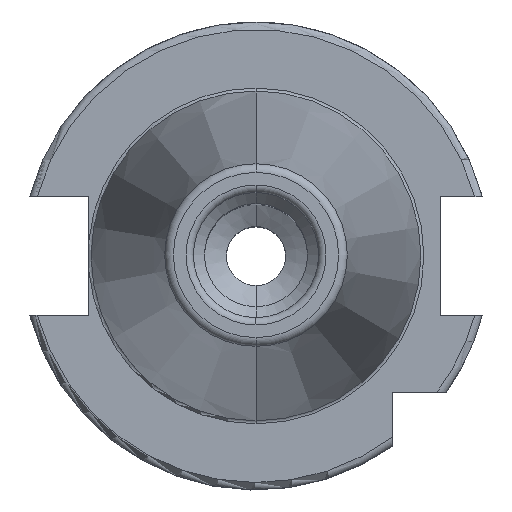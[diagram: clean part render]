
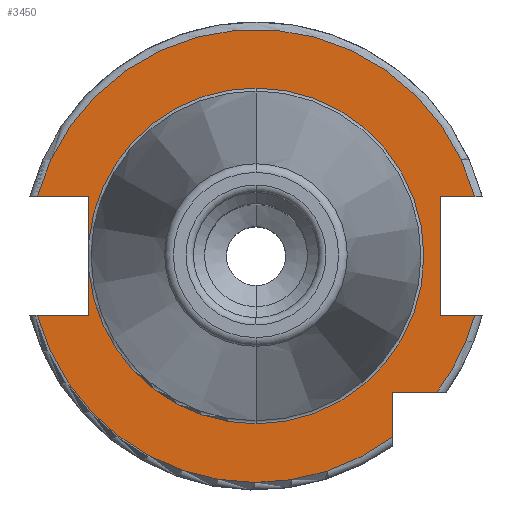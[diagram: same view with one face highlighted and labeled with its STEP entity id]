
A CAD part, top view. The second image highlights one B-rep face of the part: STEP entity #3450.
In plain terms, the highlighted planar face has unit normal (0, 0, 1).
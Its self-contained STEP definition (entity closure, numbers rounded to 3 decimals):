
#900=CARTESIAN_POINT('',(0,0,15.9));
#901=DIRECTION('',(0,0,-1));
#902=DIRECTION('',(0,1,0));
#903=AXIS2_PLACEMENT_3D('',#900,#901,#902);
#915=CARTESIAN_POINT('',(0,0,15.9));
#916=DIRECTION('',(0,0,1));
#917=DIRECTION('',(0,1,0));
#918=AXIS2_PLACEMENT_3D('',#915,#916,#917);
#930=CARTESIAN_POINT('',(0,0,15.9));
#931=DIRECTION('',(0,0,1));
#932=DIRECTION('',(-0.996,-0.094,0));
#933=AXIS2_PLACEMENT_3D('',#930,#931,#932);
#986=DIRECTION('',(1,0,0));
#987=VECTOR('',#986,7.004);
#988=CARTESIAN_POINT('',(-29.704,-8.05,15.9));
#989=LINE('',#988,#987);
#990=DIRECTION('',(0,1,0));
#991=VECTOR('',#990,5.917);
#992=CARTESIAN_POINT('',(-22.7,-8.05,15.9));
#993=LINE('',#992,#991);
#994=DIRECTION('',(0,1,0));
#995=VECTOR('',#994,5.917);
#996=CARTESIAN_POINT('',(-22.7,2.133,15.9));
#997=LINE('',#996,#995);
#998=DIRECTION('',(1,0,0));
#999=VECTOR('',#998,7.004);
#1000=CARTESIAN_POINT('',(-29.704,8.05,15.9));
#1001=LINE('',#1000,#999);
#1002=DIRECTION('',(-1,0,0));
#1003=VECTOR('',#1002,4.704);
#1004=CARTESIAN_POINT('',(29.704,8.05,15.9));
#1005=LINE('',#1004,#1003);
#1006=DIRECTION('',(0,-1,0));
#1007=VECTOR('',#1006,16.1);
#1008=CARTESIAN_POINT('',(25,8.05,15.9));
#1009=LINE('',#1008,#1007);
#1010=DIRECTION('',(-1,0,0));
#1011=VECTOR('',#1010,4.704);
#1012=CARTESIAN_POINT('',(29.704,-8.05,15.9));
#1013=LINE('',#1012,#1011);
#1014=CARTESIAN_POINT('',(0,0,15.9));
#1015=DIRECTION('',(0,0,1));
#1016=DIRECTION('',(0.799,-0.601,0));
#1017=AXIS2_PLACEMENT_3D('',#1014,#1015,#1016);
#1019=DIRECTION('',(-1,0,0));
#1020=VECTOR('',#1019,6.094);
#1021=CARTESIAN_POINT('',(24.594,-18.5,15.9));
#1022=LINE('',#1021,#1020);
#1023=DIRECTION('',(0,1,0));
#1024=VECTOR('',#1023,6.094);
#1025=CARTESIAN_POINT('',(18.5,-24.594,15.9));
#1026=LINE('',#1025,#1024);
#1610=CARTESIAN_POINT('',(0,0,15.9));
#1611=DIRECTION('',(0,0,1));
#1612=DIRECTION('',(0.965,0.262,0));
#1613=AXIS2_PLACEMENT_3D('',#1610,#1611,#1612);
#1661=CARTESIAN_POINT('',(0,0,15.9));
#1662=DIRECTION('',(0,0,1));
#1663=DIRECTION('',(-0.965,-0.262,0));
#1664=AXIS2_PLACEMENT_3D('',#1661,#1662,#1663);
#1790=CARTESIAN_POINT('',(0,22.8,15.9));
#1792=VERTEX_POINT('',#1790);
#1812=CARTESIAN_POINT('',(0,-22.8,15.9));
#1814=VERTEX_POINT('',#1812);
#1960=CARTESIAN_POINT('',(-29.704,-8.05,15.9));
#1961=CARTESIAN_POINT('',(-22.7,-8.05,15.9));
#1962=VERTEX_POINT('',#1960);
#1963=VERTEX_POINT('',#1961);
#1964=CARTESIAN_POINT('',(-22.7,-2.133,15.9));
#1965=VERTEX_POINT('',#1964);
#1966=CARTESIAN_POINT('',(-22.7,2.133,15.9));
#1967=CARTESIAN_POINT('',(-22.7,8.05,15.9));
#1968=VERTEX_POINT('',#1966);
#1969=VERTEX_POINT('',#1967);
#1970=CARTESIAN_POINT('',(-29.704,8.05,15.9));
#1971=VERTEX_POINT('',#1970);
#1972=CARTESIAN_POINT('',(25,8.05,15.9));
#1973=CARTESIAN_POINT('',(25,-8.05,15.9));
#1974=VERTEX_POINT('',#1972);
#1975=VERTEX_POINT('',#1973);
#1976=CARTESIAN_POINT('',(29.704,-8.05,15.9));
#1977=VERTEX_POINT('',#1976);
#1978=CARTESIAN_POINT('',(29.704,8.05,15.9));
#1979=VERTEX_POINT('',#1978);
#1980=CARTESIAN_POINT('',(18.5,-24.594,15.9));
#1981=CARTESIAN_POINT('',(18.5,-18.5,15.9));
#1982=VERTEX_POINT('',#1980);
#1983=VERTEX_POINT('',#1981);
#1984=CARTESIAN_POINT('',(24.594,-18.5,15.9));
#1985=VERTEX_POINT('',#1984);
#3419=CARTESIAN_POINT('',(0,0,15.9));
#3420=DIRECTION('',(0,0,-1));
#3421=DIRECTION('',(0,-1,0));
#3422=AXIS2_PLACEMENT_3D('',#3419,#3420,#3421);
#3423=PLANE('',#3422);
#3424=ORIENTED_EDGE('',*,*,#3392,.T.);
#3425=ORIENTED_EDGE('',*,*,#3343,.T.);
#3426=ORIENTED_EDGE('',*,*,#3326,.T.);
#3427=ORIENTED_EDGE('',*,*,#3306,.F.);
#3428=ORIENTED_EDGE('',*,*,#3321,.T.);
#3429=ORIENTED_EDGE('',*,*,#3340,.T.);
#3431=ORIENTED_EDGE('',*,*,#3430,.F.);
#3433=ORIENTED_EDGE('',*,*,#3432,.F.);
#3435=ORIENTED_EDGE('',*,*,#3434,.T.);
#3437=ORIENTED_EDGE('',*,*,#3436,.T.);
#3439=ORIENTED_EDGE('',*,*,#3438,.F.);
#3441=ORIENTED_EDGE('',*,*,#3440,.F.);
#3443=ORIENTED_EDGE('',*,*,#3442,.T.);
#3445=ORIENTED_EDGE('',*,*,#3444,.F.);
#3447=ORIENTED_EDGE('',*,*,#3446,.F.);
#3448=EDGE_LOOP('',(#3424,#3425,#3426,#3427,#3428,#3429,#3431,#3433,#3435,#3437,
#3439,#3441,#3443,#3445,#3447));
#3449=FACE_OUTER_BOUND('',#3448,.F.);
#3450=ADVANCED_FACE('',(#3449),#3423,.F.);
#904=CIRCLE('',#903,22.8);
#919=CIRCLE('',#918,22.8);
#934=CIRCLE('',#933,22.8);
#1018=CIRCLE('',#1017,30.775);
#1614=CIRCLE('',#1613,30.775);
#1665=CIRCLE('',#1664,30.775);
#3306=EDGE_CURVE('',#1792,#1814,#904,.T.);
#3321=EDGE_CURVE('',#1792,#1968,#919,.T.);
#3326=EDGE_CURVE('',#1965,#1814,#934,.T.);
#3340=EDGE_CURVE('',#1968,#1969,#997,.T.);
#3343=EDGE_CURVE('',#1963,#1965,#993,.T.);
#3392=EDGE_CURVE('',#1962,#1963,#989,.T.);
#3430=EDGE_CURVE('',#1971,#1969,#1001,.T.);
#3432=EDGE_CURVE('',#1979,#1971,#1614,.T.);
#3434=EDGE_CURVE('',#1979,#1974,#1005,.T.);
#3436=EDGE_CURVE('',#1974,#1975,#1009,.T.);
#3438=EDGE_CURVE('',#1977,#1975,#1013,.T.);
#3440=EDGE_CURVE('',#1985,#1977,#1018,.T.);
#3442=EDGE_CURVE('',#1985,#1983,#1022,.T.);
#3444=EDGE_CURVE('',#1982,#1983,#1026,.T.);
#3446=EDGE_CURVE('',#1962,#1982,#1665,.T.);
